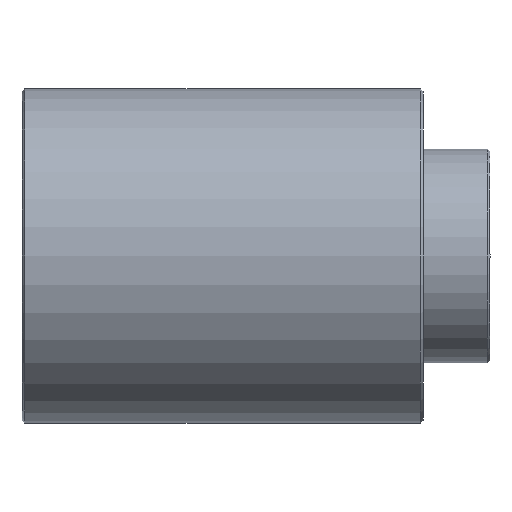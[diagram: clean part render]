
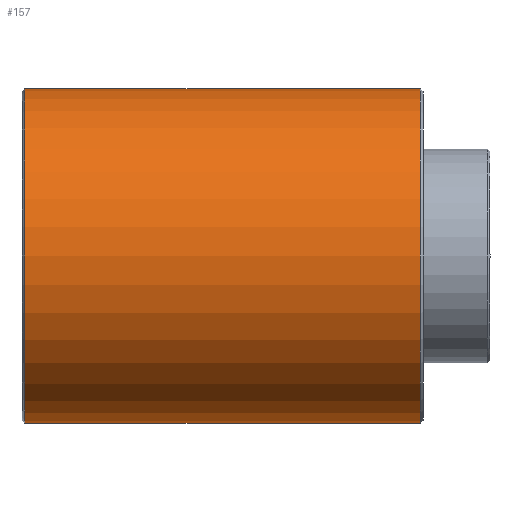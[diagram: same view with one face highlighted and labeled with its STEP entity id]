
A CAD part, left-side view. The second image highlights one B-rep face of the part: STEP entity #157.
In plain terms, the highlighted cylindrical face has radius 12.5 mm (diameter 25 mm), a full revolution.
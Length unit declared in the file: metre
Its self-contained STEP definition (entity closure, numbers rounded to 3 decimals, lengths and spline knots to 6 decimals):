
#34=FACE_OUTER_BOUND('',#47,.T.);
#47=EDGE_LOOP('',(#136,#137,#138,#139));
#57=LINE('',#286,#65);
#65=VECTOR('',#242,0.0125);
#71=CIRCLE('',#182,0.0125);
#76=CIRCLE('',#192,0.0125);
#82=VERTEX_POINT('',#265);
#87=VERTEX_POINT('',#284);
#95=EDGE_CURVE('',#82,#82,#71,.T.);
#104=EDGE_CURVE('',#87,#87,#76,.T.);
#105=EDGE_CURVE('',#87,#82,#57,.T.);
#136=ORIENTED_EDGE('',*,*,#104,.F.);
#137=ORIENTED_EDGE('',*,*,#105,.T.);
#138=ORIENTED_EDGE('',*,*,#95,.F.);
#139=ORIENTED_EDGE('',*,*,#105,.F.);
#148=CYLINDRICAL_SURFACE('',#191,0.0125);
#157=ADVANCED_FACE('',(#34),#148,.T.);
#182=AXIS2_PLACEMENT_3D('',#266,#216,#217);
#191=AXIS2_PLACEMENT_3D('',#283,#238,#239);
#192=AXIS2_PLACEMENT_3D('',#285,#240,#241);
#216=DIRECTION('center_axis',(0.,-1.,0.));
#217=DIRECTION('ref_axis',(1.,0.,0.));
#238=DIRECTION('center_axis',(0.,1.,0.));
#239=DIRECTION('ref_axis',(1.,0.,0.));
#240=DIRECTION('center_axis',(0.,1.,0.));
#241=DIRECTION('ref_axis',(1.,0.,0.));
#242=DIRECTION('',(0.,-1.,0.));
#265=CARTESIAN_POINT('',(0.4475,0.0002,0.1));
#266=CARTESIAN_POINT('Origin',(0.46,0.0002,0.1));
#283=CARTESIAN_POINT('Origin',(0.46,0.,0.1));
#284=CARTESIAN_POINT('',(0.4475,0.0298,0.1));
#285=CARTESIAN_POINT('Origin',(0.46,0.0298,0.1));
#286=CARTESIAN_POINT('',(0.4475,0.,0.1));
